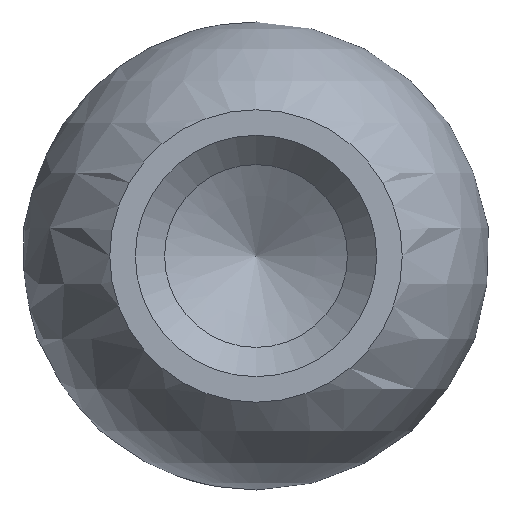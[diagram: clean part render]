
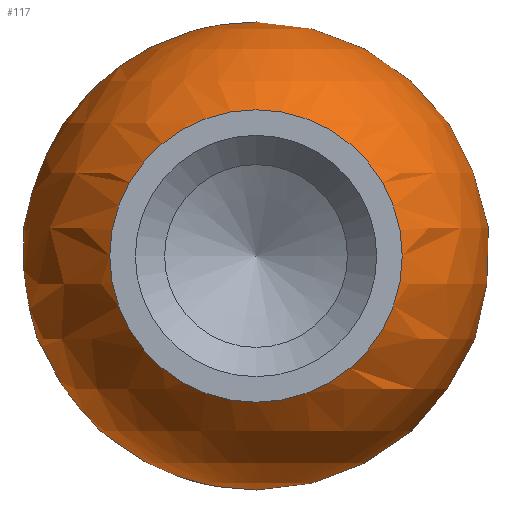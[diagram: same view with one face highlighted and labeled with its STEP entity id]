
A CAD part, left-side view. The second image highlights one B-rep face of the part: STEP entity #117.
In plain terms, the highlighted spherical face has radius 6.4 mm.
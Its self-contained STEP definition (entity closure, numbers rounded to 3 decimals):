
#117 = ADVANCED_FACE ( 'NONE', ( #381, #1129 ), #1264, .T. ) ;
#266 = CARTESIAN_POINT ( 'NONE',  ( -4.996, 0., 0. ) ) ;
#268 = ORIENTED_EDGE ( 'NONE', *, *, #811, .F. ) ;
#333 = VERTEX_POINT ( 'NONE', #1206 ) ;
#381 = FACE_OUTER_BOUND ( 'NONE', #1136, .T. ) ;
#413 = EDGE_LOOP ( 'NONE', ( #686 ) ) ;
#428 = AXIS2_PLACEMENT_3D ( 'NONE', #266, #587, #580 ) ;
#459 = CARTESIAN_POINT ( 'NONE',  ( 3.951, 0., 5.035 ) ) ;
#580 = DIRECTION ( 'NONE',  ( 0., -1., 0. ) ) ;
#587 = DIRECTION ( 'NONE',  ( -1., 0., 0. ) ) ;
#606 = CARTESIAN_POINT ( 'NONE',  ( 0., 0., 0. ) ) ;
#654 = AXIS2_PLACEMENT_3D ( 'NONE', #1091, #1190, #700 ) ;
#686 = ORIENTED_EDGE ( 'NONE', *, *, #806, .F. ) ;
#694 = VERTEX_POINT ( 'NONE', #459 ) ;
#700 = DIRECTION ( 'NONE',  ( 0., 0., 1. ) ) ;
#806 = EDGE_CURVE ( 'NONE', #333, #333, #1551, .T. ) ;
#811 = EDGE_CURVE ( 'NONE', #694, #694, #1348, .T. ) ;
#886 = DIRECTION ( 'NONE',  ( 0., 0., 1. ) ) ;
#1091 = CARTESIAN_POINT ( 'NONE',  ( 3.951, 0., 0. ) ) ;
#1129 = FACE_OUTER_BOUND ( 'NONE', #413, .T. ) ;
#1136 = EDGE_LOOP ( 'NONE', ( #268 ) ) ;
#1190 = DIRECTION ( 'NONE',  ( 1., 0., 0. ) ) ;
#1206 = CARTESIAN_POINT ( 'NONE',  ( -4.996, -4., 0. ) ) ;
#1241 = DIRECTION ( 'NONE',  ( 0., -1., 0. ) ) ;
#1264 = SPHERICAL_SURFACE ( 'NONE', #1474, 6.4 ) ;
#1348 = CIRCLE ( 'NONE', #654, 5.035 ) ;
#1474 = AXIS2_PLACEMENT_3D ( 'NONE', #606, #886, #1241 ) ;
#1551 = CIRCLE ( 'NONE', #428, 4. ) ;
